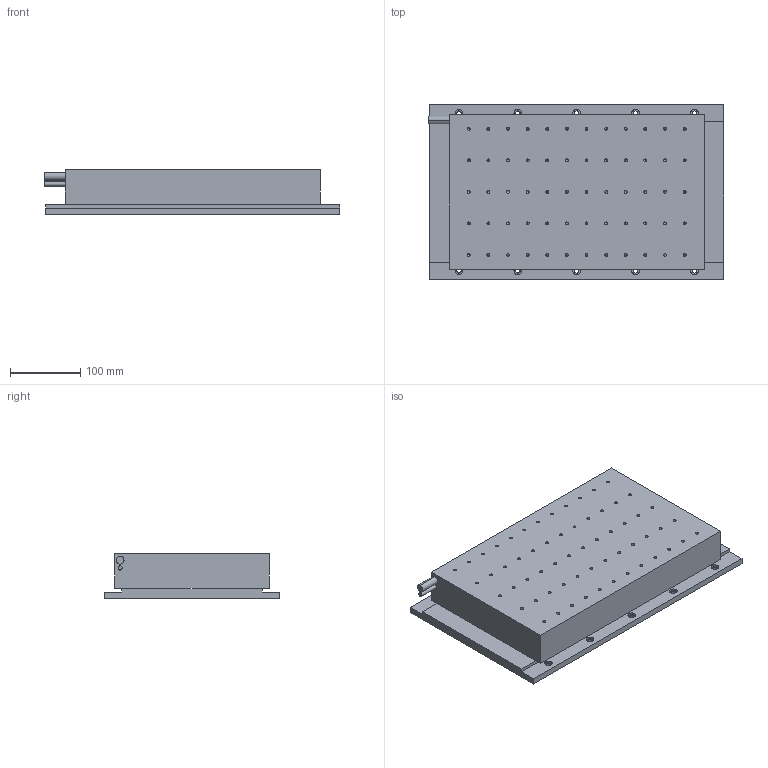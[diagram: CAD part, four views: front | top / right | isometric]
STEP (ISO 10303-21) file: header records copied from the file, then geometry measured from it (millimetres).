
FILE_DESCRIPTION (( 'STEP AP203' ), '1' );
FILE_NAME ('ZW8-H200.STEP', '2022-05-31T02:31:45', ( '' ), ( '' ), 'SwSTEP 2.0', 'SolidWorks 2020', '' );
FILE_SCHEMA (( 'CONFIG_CONTROL_DESIGN' ));
Length unit declared in the file: millimetre
Products named in the file (3): ZW8-H200; ZW8-H200-420MNS; ZW8-H200-4
Assembly tree (2 placements, depth 2):
  ZW8-H200
    ZW8-H200-420MNS
    ZW8-H200-4
Bounding box: 422 x 250 x 63.8 mm (x, y, z)
Volume: 5300475.2 mm3; surface area: 454155.4 mm2
Topology: 2 solids, 2 shells, 312 faces, 768 edges, 412 vertices
Faces by surface type: cylinder 164, cone 120, plane 28
Entity records: 8685 total; most frequent: DIRECTION 1610, CARTESIAN_POINT 1377, ORIENTED_EDGE 1296, EDGE_CURVE 648, AXIS2_PLACEMENT_3D 645, VERTEX_POINT 412, EDGE_LOOP 404, CIRCLE 328
